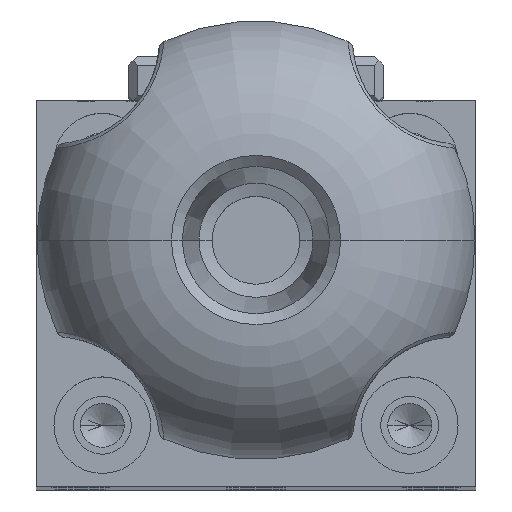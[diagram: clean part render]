
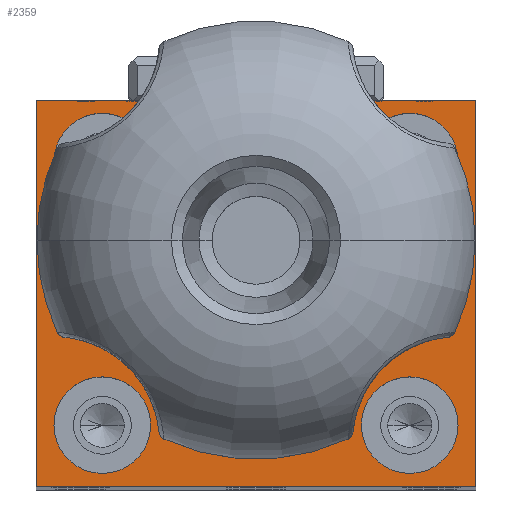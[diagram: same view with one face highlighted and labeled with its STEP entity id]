
A CAD part, top view. The second image highlights one B-rep face of the part: STEP entity #2359.
In plain terms, the highlighted planar face has unit normal (0, 0, 1).
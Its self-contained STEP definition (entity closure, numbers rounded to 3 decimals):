
#495 = VERTEX_POINT ( 'NONE', #18062 ) ;
#539 = AXIS2_PLACEMENT_3D ( 'NONE', #17149, #3412, #15659 ) ;
#583 = EDGE_CURVE ( 'NONE', #8365, #16624, #4674, .T. ) ;
#593 = EDGE_LOOP ( 'NONE', ( #13933, #5980 ) ) ;
#775 = CIRCLE ( 'NONE', #14776, 5.5 ) ;
#1467 = EDGE_LOOP ( 'NONE', ( #4708, #8711 ) ) ;
#1682 = VECTOR ( 'NONE', #2459, 1000. ) ;
#1976 = LINE ( 'NONE', #14121, #1682 ) ;
#2243 = CIRCLE ( 'NONE', #4790, 5.5 ) ;
#2359 = ADVANCED_FACE ( 'NONE', ( #15266, #4919, #18365, #10979, #7514, #10783 ), #16957, .T. ) ;
#2459 = DIRECTION ( 'NONE',  ( 0., -1., 0. ) ) ;
#2734 = CARTESIAN_POINT ( 'NONE',  ( -25., 0., 110. ) ) ;
#3200 = LINE ( 'NONE', #16743, #11430 ) ;
#3322 = CARTESIAN_POINT ( 'NONE',  ( 0., 22., 110. ) ) ;
#3412 = DIRECTION ( 'NONE',  ( 0., 0., 1. ) ) ;
#3508 = VECTOR ( 'NONE', #16309, 1000. ) ;
#3662 = AXIS2_PLACEMENT_3D ( 'NONE', #14030, #15534, #10745 ) ;
#3699 = CARTESIAN_POINT ( 'NONE',  ( 12., 7., 110. ) ) ;
#3802 = VERTEX_POINT ( 'NONE', #11828 ) ;
#4059 = ORIENTED_EDGE ( 'NONE', *, *, #11263, .T. ) ;
#4157 = DIRECTION ( 'NONE',  ( 0., 0., 1. ) ) ;
#4347 = DIRECTION ( 'NONE',  ( 1., 0., 0. ) ) ;
#4641 = ORIENTED_EDGE ( 'NONE', *, *, #8870, .T. ) ;
#4663 = DIRECTION ( 'NONE',  ( 1., 0., 0. ) ) ;
#4674 = CIRCLE ( 'NONE', #18354, 5.5 ) ;
#4708 = ORIENTED_EDGE ( 'NONE', *, *, #7265, .F. ) ;
#4790 = AXIS2_PLACEMENT_3D ( 'NONE', #9198, #10976, #13770 ) ;
#4919 = FACE_BOUND ( 'NONE', #10675, .T. ) ;
#4996 = CIRCLE ( 'NONE', #539, 9. ) ;
#5057 = LINE ( 'NONE', #11118, #18282 ) ;
#5129 = CARTESIAN_POINT ( 'NONE',  ( 0., 28., 110. ) ) ;
#5161 = AXIS2_PLACEMENT_3D ( 'NONE', #8449, #4157, #6956 ) ;
#5311 = CARTESIAN_POINT ( 'NONE',  ( 17.5, 37., 110. ) ) ;
#5565 = EDGE_CURVE ( 'NONE', #12069, #19060, #4996, .T. ) ;
#5980 = ORIENTED_EDGE ( 'NONE', *, *, #12482, .F. ) ;
#6030 = DIRECTION ( 'NONE',  ( 1., 0., 0. ) ) ;
#6231 = DIRECTION ( 'NONE',  ( 0., 0., 1. ) ) ;
#6450 = ORIENTED_EDGE ( 'NONE', *, *, #14713, .F. ) ;
#6879 = CARTESIAN_POINT ( 'NONE',  ( 23., 37., 110. ) ) ;
#6956 = DIRECTION ( 'NONE',  ( 1., 0., 0. ) ) ;
#7256 = EDGE_CURVE ( 'NONE', #8805, #10725, #19307, .T. ) ;
#7265 = EDGE_CURVE ( 'NONE', #16048, #12044, #17179, .T. ) ;
#7514 = FACE_BOUND ( 'NONE', #7528, .T. ) ;
#7528 = EDGE_LOOP ( 'NONE', ( #10414, #10677 ) ) ;
#7927 = DIRECTION ( 'NONE',  ( 0.995, -0.097, 0. ) ) ;
#7989 = DIRECTION ( 'NONE',  ( 0., 1., 0. ) ) ;
#8126 = DIRECTION ( 'NONE',  ( 0., 0., 1. ) ) ;
#8365 = VERTEX_POINT ( 'NONE', #6879 ) ;
#8422 = AXIS2_PLACEMENT_3D ( 'NONE', #11904, #14703, #4347 ) ;
#8449 = CARTESIAN_POINT ( 'NONE',  ( -17.5, 37., 110. ) ) ;
#8711 = ORIENTED_EDGE ( 'NONE', *, *, #14706, .F. ) ;
#8805 = VERTEX_POINT ( 'NONE', #18612 ) ;
#8870 = EDGE_CURVE ( 'NONE', #10725, #15128, #1976, .T. ) ;
#8968 = CARTESIAN_POINT ( 'NONE',  ( -25., 44., 110. ) ) ;
#9198 = CARTESIAN_POINT ( 'NONE',  ( -17.5, 7., 110. ) ) ;
#9434 = CARTESIAN_POINT ( 'NONE',  ( -8.958, 28.869, 110. ) ) ;
#9595 = CARTESIAN_POINT ( 'NONE',  ( -23., 7., 110. ) ) ;
#9705 = CIRCLE ( 'NONE', #8422, 5.5 ) ;
#10263 = ORIENTED_EDGE ( 'NONE', *, *, #13094, .F. ) ;
#10414 = ORIENTED_EDGE ( 'NONE', *, *, #10929, .F. ) ;
#10604 = ORIENTED_EDGE ( 'NONE', *, *, #583, .F. ) ;
#10675 = EDGE_LOOP ( 'NONE', ( #18149, #6450 ) ) ;
#10677 = ORIENTED_EDGE ( 'NONE', *, *, #15315, .F. ) ;
#10725 = VERTEX_POINT ( 'NONE', #8968 ) ;
#10745 = DIRECTION ( 'NONE',  ( 1., 0., 0. ) ) ;
#10783 = FACE_OUTER_BOUND ( 'NONE', #15504, .T. ) ;
#10929 = EDGE_CURVE ( 'NONE', #14328, #15433, #17791, .T. ) ;
#10976 = DIRECTION ( 'NONE',  ( 0., 0., 1. ) ) ;
#10979 = FACE_BOUND ( 'NONE', #16800, .T. ) ;
#11118 = CARTESIAN_POINT ( 'NONE',  ( 25., 0., 110. ) ) ;
#11130 = AXIS2_PLACEMENT_3D ( 'NONE', #13413, #11711, #17798 ) ;
#11263 = EDGE_CURVE ( 'NONE', #3802, #8805, #3200, .T. ) ;
#11430 = VECTOR ( 'NONE', #7989, 1000. ) ;
#11711 = DIRECTION ( 'NONE',  ( 0., 0., 1. ) ) ;
#11828 = CARTESIAN_POINT ( 'NONE',  ( 25., 0., 110. ) ) ;
#11904 = CARTESIAN_POINT ( 'NONE',  ( -17.5, 37., 110. ) ) ;
#12044 = VERTEX_POINT ( 'NONE', #3699 ) ;
#12069 = VERTEX_POINT ( 'NONE', #16044 ) ;
#12144 = CIRCLE ( 'NONE', #5161, 5.5 ) ;
#12482 = EDGE_CURVE ( 'NONE', #19060, #12069, #12994, .T. ) ;
#12870 = DIRECTION ( 'NONE',  ( 1., 0., 0. ) ) ;
#12994 = CIRCLE ( 'NONE', #16186, 9. ) ;
#13094 = EDGE_CURVE ( 'NONE', #16624, #8365, #19265, .T. ) ;
#13413 = CARTESIAN_POINT ( 'NONE',  ( 17.5, 7., 110. ) ) ;
#13579 = DIRECTION ( 'NONE',  ( 0., 0., 1. ) ) ;
#13770 = DIRECTION ( 'NONE',  ( 1., 0., 0. ) ) ;
#13784 = CARTESIAN_POINT ( 'NONE',  ( -17.5, 7., 110. ) ) ;
#13933 = ORIENTED_EDGE ( 'NONE', *, *, #5565, .F. ) ;
#14030 = CARTESIAN_POINT ( 'NONE',  ( 17.5, 37., 110. ) ) ;
#14072 = DIRECTION ( 'NONE',  ( 0., 0., 1. ) ) ;
#14121 = CARTESIAN_POINT ( 'NONE',  ( -25., 0., 110. ) ) ;
#14289 = CARTESIAN_POINT ( 'NONE',  ( 23., 7., 110. ) ) ;
#14292 = AXIS2_PLACEMENT_3D ( 'NONE', #13784, #6231, #6030 ) ;
#14328 = VERTEX_POINT ( 'NONE', #17617 ) ;
#14653 = EDGE_CURVE ( 'NONE', #15128, #3802, #5057, .T. ) ;
#14703 = DIRECTION ( 'NONE',  ( 0., 0., 1. ) ) ;
#14706 = EDGE_CURVE ( 'NONE', #12044, #16048, #775, .T. ) ;
#14713 = EDGE_CURVE ( 'NONE', #495, #16509, #9705, .T. ) ;
#14776 = AXIS2_PLACEMENT_3D ( 'NONE', #16300, #14803, #14997 ) ;
#14803 = DIRECTION ( 'NONE',  ( 0., 0., 1. ) ) ;
#14904 = CARTESIAN_POINT ( 'NONE',  ( 25., 44., 110. ) ) ;
#14997 = DIRECTION ( 'NONE',  ( 1., 0., 0. ) ) ;
#15015 = CARTESIAN_POINT ( 'NONE',  ( 12., 37., 110. ) ) ;
#15128 = VERTEX_POINT ( 'NONE', #2734 ) ;
#15266 = FACE_BOUND ( 'NONE', #593, .T. ) ;
#15315 = EDGE_CURVE ( 'NONE', #15433, #14328, #2243, .T. ) ;
#15433 = VERTEX_POINT ( 'NONE', #9595 ) ;
#15504 = EDGE_LOOP ( 'NONE', ( #4641, #19269, #4059, #18693 ) ) ;
#15534 = DIRECTION ( 'NONE',  ( 0., 0., 1. ) ) ;
#15569 = DIRECTION ( 'NONE',  ( 1., 0., 0. ) ) ;
#15659 = DIRECTION ( 'NONE',  ( 0.995, -0.097, 0. ) ) ;
#16044 = CARTESIAN_POINT ( 'NONE',  ( 8.958, 27.131, 110. ) ) ;
#16048 = VERTEX_POINT ( 'NONE', #14289 ) ;
#16186 = AXIS2_PLACEMENT_3D ( 'NONE', #5129, #8126, #7927 ) ;
#16300 = CARTESIAN_POINT ( 'NONE',  ( 17.5, 7., 110. ) ) ;
#16309 = DIRECTION ( 'NONE',  ( -1., 0., 0. ) ) ;
#16344 = CARTESIAN_POINT ( 'NONE',  ( -12., 37., 110. ) ) ;
#16509 = VERTEX_POINT ( 'NONE', #16344 ) ;
#16624 = VERTEX_POINT ( 'NONE', #15015 ) ;
#16743 = CARTESIAN_POINT ( 'NONE',  ( 25., 0., 110. ) ) ;
#16800 = EDGE_LOOP ( 'NONE', ( #10604, #10263 ) ) ;
#16957 = PLANE ( 'NONE',  #17697 ) ;
#17149 = CARTESIAN_POINT ( 'NONE',  ( 0., 28., 110. ) ) ;
#17179 = CIRCLE ( 'NONE', #11130, 5.5 ) ;
#17617 = CARTESIAN_POINT ( 'NONE',  ( -12., 7., 110. ) ) ;
#17697 = AXIS2_PLACEMENT_3D ( 'NONE', #3322, #13579, #12870 ) ;
#17791 = CIRCLE ( 'NONE', #14292, 5.5 ) ;
#17798 = DIRECTION ( 'NONE',  ( 1., 0., 0. ) ) ;
#18062 = CARTESIAN_POINT ( 'NONE',  ( -23., 37., 110. ) ) ;
#18149 = ORIENTED_EDGE ( 'NONE', *, *, #18744, .F. ) ;
#18282 = VECTOR ( 'NONE', #4663, 1000. ) ;
#18354 = AXIS2_PLACEMENT_3D ( 'NONE', #5311, #14072, #15569 ) ;
#18365 = FACE_BOUND ( 'NONE', #1467, .T. ) ;
#18612 = CARTESIAN_POINT ( 'NONE',  ( 25., 44., 110. ) ) ;
#18693 = ORIENTED_EDGE ( 'NONE', *, *, #7256, .T. ) ;
#18744 = EDGE_CURVE ( 'NONE', #16509, #495, #12144, .T. ) ;
#19060 = VERTEX_POINT ( 'NONE', #9434 ) ;
#19265 = CIRCLE ( 'NONE', #3662, 5.5 ) ;
#19269 = ORIENTED_EDGE ( 'NONE', *, *, #14653, .T. ) ;
#19307 = LINE ( 'NONE', #14904, #3508 ) ;
